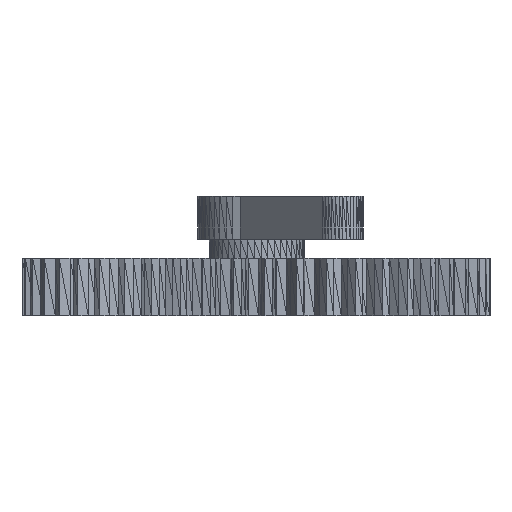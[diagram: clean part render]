
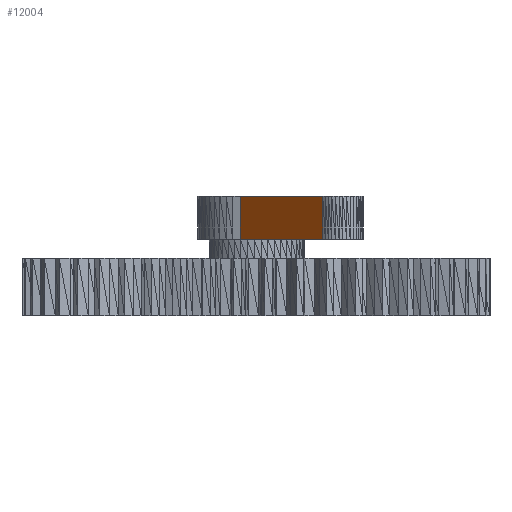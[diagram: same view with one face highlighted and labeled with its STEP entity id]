
A CAD part, left-side view. The second image highlights one B-rep face of the part: STEP entity #12004.
In plain terms, the highlighted planar face has unit normal (-0.632, 0.775, 0).
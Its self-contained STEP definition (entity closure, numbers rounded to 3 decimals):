
#583=PLANE('',#12877);
#1440=FACE_OUTER_BOUND('',#2299,.T.);
#2299=EDGE_LOOP('',(#10508,#10509,#10510,#10511));
#3762=LINE('',#18855,#5377);
#3766=LINE('',#18863,#5381);
#3767=LINE('',#18865,#5382);
#3768=LINE('',#18866,#5383);
#5377=VECTOR('',#15477,10.);
#5381=VECTOR('',#15483,10.);
#5382=VECTOR('',#15484,10.);
#5383=VECTOR('',#15485,10.);
#6433=VERTEX_POINT('',#18853);
#6434=VERTEX_POINT('',#18854);
#6437=VERTEX_POINT('',#18862);
#6438=VERTEX_POINT('',#18864);
#7759=EDGE_CURVE('',#6433,#6434,#3762,.T.);
#7763=EDGE_CURVE('',#6437,#6434,#3766,.T.);
#7764=EDGE_CURVE('',#6438,#6433,#3767,.T.);
#7765=EDGE_CURVE('',#6438,#6437,#3768,.T.);
#10508=ORIENTED_EDGE('',*,*,#7763,.T.);
#10509=ORIENTED_EDGE('',*,*,#7759,.F.);
#10510=ORIENTED_EDGE('',*,*,#7764,.F.);
#10511=ORIENTED_EDGE('',*,*,#7765,.T.);
#12004=ADVANCED_FACE('',(#1440),#583,.T.);
#12877=AXIS2_PLACEMENT_3D('',#18861,#15481,#15482);
#15477=DIRECTION('',(0.,0.,1.));
#15481=DIRECTION('center_axis',(-0.632,0.775,0.));
#15482=DIRECTION('ref_axis',(0.,0.,1.));
#15483=DIRECTION('',(0.775,0.632,0.));
#15484=DIRECTION('',(0.775,0.632,0.));
#15485=DIRECTION('',(0.,0.,1.));
#18853=CARTESIAN_POINT('',(-5.809,1.661,1.75));
#18854=CARTESIAN_POINT('',(-5.809,1.661,6.25));
#18855=CARTESIAN_POINT('',(-5.809,1.661,1.75));
#18861=CARTESIAN_POINT('Origin',(-16.413,-6.982,1.75));
#18862=CARTESIAN_POINT('',(-16.413,-6.982,6.25));
#18863=CARTESIAN_POINT('',(-16.413,-6.982,6.25));
#18864=CARTESIAN_POINT('',(-16.413,-6.982,1.75));
#18865=CARTESIAN_POINT('',(-16.413,-6.982,1.75));
#18866=CARTESIAN_POINT('',(-16.413,-6.982,1.75));
